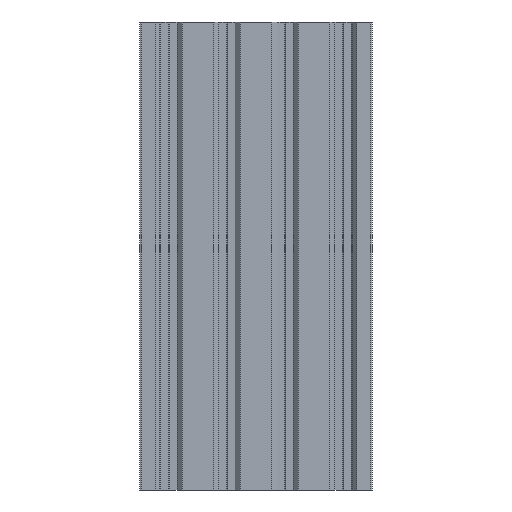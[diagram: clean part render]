
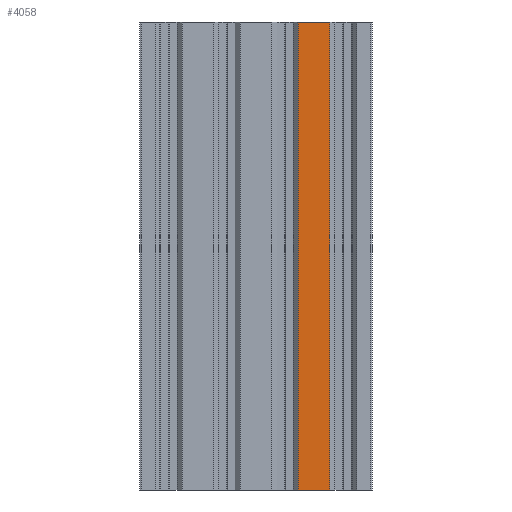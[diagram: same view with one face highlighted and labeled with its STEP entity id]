
A CAD part, left-side view. The second image highlights one B-rep face of the part: STEP entity #4058.
In plain terms, the highlighted planar face has unit normal (-1, 0, 0).
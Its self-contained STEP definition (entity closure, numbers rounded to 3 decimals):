
#62=FACE_OUTER_BOUND('',#269,.T.);
#269=EDGE_LOOP('',(#2935,#2936,#2937,#2938));
#545=LINE('',#5647,#1123);
#715=LINE('',#6007,#1293);
#717=LINE('',#6011,#1295);
#718=LINE('',#6012,#1296);
#1123=VECTOR('',#4549,10.);
#1293=VECTOR('',#4787,1000.);
#1295=VECTOR('',#4791,1000.);
#1296=VECTOR('',#4792,1000.);
#1703=VERTEX_POINT('',#5644);
#1704=VERTEX_POINT('',#5646);
#1860=VERTEX_POINT('',#6006);
#1861=VERTEX_POINT('',#6010);
#2107=EDGE_CURVE('',#1703,#1704,#545,.T.);
#2287=EDGE_CURVE('',#1704,#1860,#715,.T.);
#2289=EDGE_CURVE('',#1703,#1861,#717,.T.);
#2290=EDGE_CURVE('',#1860,#1861,#718,.T.);
#2935=ORIENTED_EDGE('',*,*,#2289,.T.);
#2936=ORIENTED_EDGE('',*,*,#2290,.F.);
#2937=ORIENTED_EDGE('',*,*,#2287,.F.);
#2938=ORIENTED_EDGE('',*,*,#2107,.F.);
#3866=PLANE('',#4284);
#4058=ADVANCED_FACE('',(#62),#3866,.T.);
#4284=AXIS2_PLACEMENT_3D('',#6009,#4789,#4790);
#4549=DIRECTION('',(0.,-1.,0.));
#4787=DIRECTION('',(0.,0.,-1.));
#4789=DIRECTION('center_axis',(-1.,0.,0.));
#4790=DIRECTION('ref_axis',(0.,0.,1.));
#4791=DIRECTION('',(0.,0.,-1.));
#4792=DIRECTION('',(0.,1.,0.));
#5644=CARTESIAN_POINT('',(-10.,-14.58,161.));
#5646=CARTESIAN_POINT('',(-10.,-25.42,161.));
#5647=CARTESIAN_POINT('',(-10.,0.,161.));
#6006=CARTESIAN_POINT('',(-10.,-25.42,0.));
#6007=CARTESIAN_POINT('',(-10.,-25.42,500.));
#6009=CARTESIAN_POINT('Origin',(-10.,0.,500.));
#6010=CARTESIAN_POINT('',(-10.,-14.58,0.));
#6011=CARTESIAN_POINT('',(-10.,-14.58,500.));
#6012=CARTESIAN_POINT('',(-10.,0.,0.));
